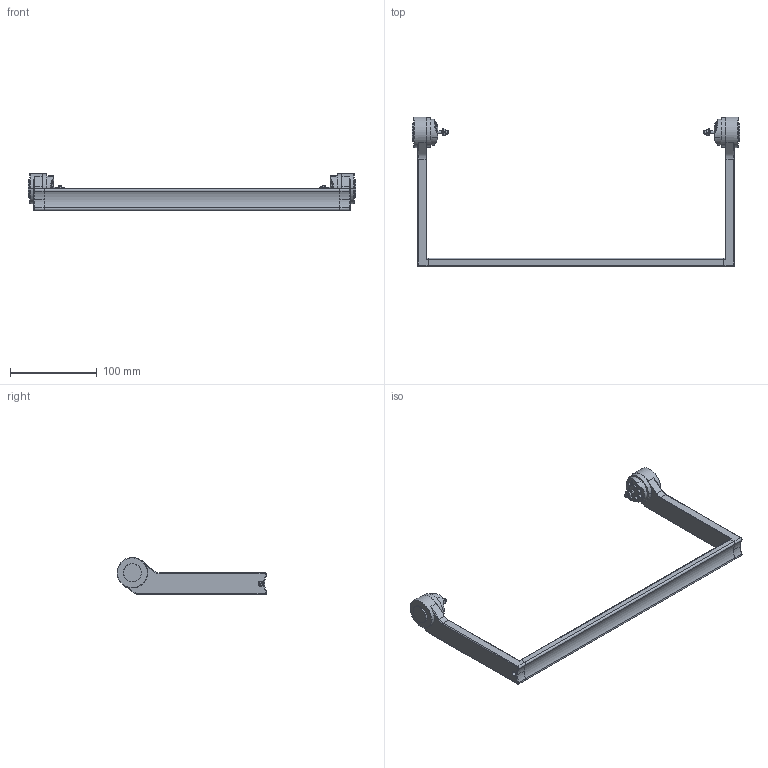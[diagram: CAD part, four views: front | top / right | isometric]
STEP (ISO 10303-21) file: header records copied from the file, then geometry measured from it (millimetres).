
FILE_DESCRIPTION (( 'STEP AP214' ), '1' );
FILE_NAME ('07700082.STEP', '2008-05-28T08:13:34', ( 'baramundi Management Suite Install User' ), ( 'ROSE Systemtechnik GmbH' ), 'SwSTEP 2.0', 'SolidWorks 2008', '' );
FILE_SCHEMA (( 'AUTOMOTIVE_DESIGN' ));
Length unit declared in the file: millimetre
Products named in the file (8): 93006_Standard; 83034_Standard; 93133_Standard; 11034_Standard; 07700082; 94048_Standard; 93504_Standard; 41227_Standard
Assembly tree (12 placements, depth 2):
  07700082
    83034_Standard  x2
    41227_Standard  x2
    11034_Standard
    93006_Standard  x2
    93504_Standard  x2
    94048_Standard
    93133_Standard  x2
Bounding box: 377 x 172.09 x 42.5 mm (x, y, z)
Volume: 168856.7 mm3; surface area: 77401.8 mm2
Topology: 13 solids, 13 shells, 452 faces, 1200 edges, 778 vertices
Faces by surface type: cylinder 172, plane 168, cone 68, torus 44
Entity records: 10245 total; most frequent: CARTESIAN_POINT 2811, ORIENTED_EDGE 1512, DIRECTION 1495, EDGE_CURVE 756, AXIS2_PLACEMENT_3D 599, VERTEX_POINT 487, EDGE_LOOP 325, VECTOR 297
